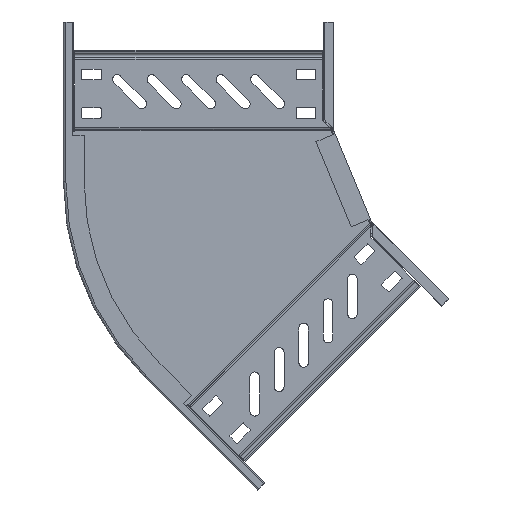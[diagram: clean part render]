
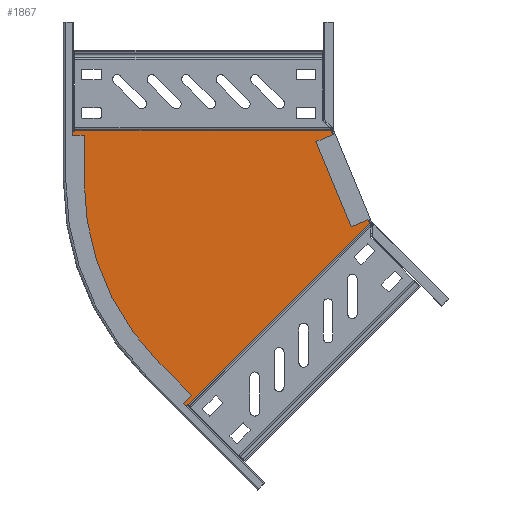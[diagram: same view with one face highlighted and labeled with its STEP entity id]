
A CAD part, front view. The second image highlights one B-rep face of the part: STEP entity #1867.
In plain terms, the highlighted planar face has unit normal (0, -1, 0).
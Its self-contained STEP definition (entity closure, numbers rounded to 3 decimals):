
#3 = EDGE_CURVE ( 'NONE', #6902, #1316, #1671, .T. ) ;
#122 = EDGE_CURVE ( 'NONE', #6686, #9332, #3519, .T. ) ;
#572 = EDGE_CURVE ( 'NONE', #3221, #8876, #1118, .T. ) ;
#758 = DIRECTION ( 'NONE',  ( -0.707, 0., -0.707 ) ) ;
#1086 = CARTESIAN_POINT ( 'NONE',  ( -13.639, -0.75, 32.928 ) ) ;
#1088 = ORIENTED_EDGE ( 'NONE', *, *, #9156, .F. ) ;
#1118 = LINE ( 'NONE', #7148, #5621 ) ;
#1254 = ORIENTED_EDGE ( 'NONE', *, *, #1904, .F. ) ;
#1316 = VERTEX_POINT ( 'NONE', #3736 ) ;
#1407 = DIRECTION ( 'NONE',  ( -1., 0., 0. ) ) ;
#1431 = CARTESIAN_POINT ( 'NONE',  ( -13.639, -0.75, 32.928 ) ) ;
#1547 = LINE ( 'NONE', #2190, #4474 ) ;
#1671 = LINE ( 'NONE', #2456, #8586 ) ;
#1769 = ORIENTED_EDGE ( 'NONE', *, *, #7156, .T. ) ;
#1774 = LINE ( 'NONE', #4068, #8530 ) ;
#1867 = ADVANCED_FACE ( 'NONE', ( #4593 ), #6872, .T. ) ;
#1904 = EDGE_CURVE ( 'NONE', #9013, #9359, #1774, .T. ) ;
#2190 = CARTESIAN_POINT ( 'NONE',  ( -7.889, -0.75, 33.603 ) ) ;
#2339 = CARTESIAN_POINT ( 'NONE',  ( -206.139, -0.75, 32.928 ) ) ;
#2456 = CARTESIAN_POINT ( 'NONE',  ( 13.639, -0.75, -32.928 ) ) ;
#2526 = EDGE_CURVE ( 'NONE', #3221, #9013, #5539, .T. ) ;
#2578 = VECTOR ( 'NONE', #8111, 1000. ) ;
#2660 = CARTESIAN_POINT ( 'NONE',  ( -122.479, -0.75, -169.046 ) ) ;
#2777 = VECTOR ( 'NONE', #4208, 1000. ) ;
#2853 = DIRECTION ( 'NONE',  ( -0.707, 0., -0.707 ) ) ;
#2856 = VECTOR ( 'NONE', #5577, 1000. ) ;
#2900 = EDGE_LOOP ( 'NONE', ( #6101, #7852, #5478, #1769, #1254, #5076, #3636, #6920, #8793, #7899, #7917, #1088 ) ) ;
#3041 = EDGE_CURVE ( 'NONE', #3310, #4215, #6023, .T. ) ;
#3181 = CARTESIAN_POINT ( 'NONE',  ( -7.889, -0.75, -3.268 ) ) ;
#3221 = VERTEX_POINT ( 'NONE', #4326 ) ;
#3234 = EDGE_CURVE ( 'NONE', #9177, #8876, #9313, .T. ) ;
#3310 = VERTEX_POINT ( 'NONE', #9504 ) ;
#3336 = LINE ( 'NONE', #5531, #2856 ) ;
#3431 = CARTESIAN_POINT ( 'NONE',  ( -117.883, -0.75, -164.449 ) ) ;
#3503 = VECTOR ( 'NONE', #2853, 1000. ) ;
#3519 = LINE ( 'NONE', #1086, #6429 ) ;
#3636 = ORIENTED_EDGE ( 'NONE', *, *, #572, .T. ) ;
#3736 = CARTESIAN_POINT ( 'NONE',  ( 13.639, -0.75, -32.928 ) ) ;
#3795 = CARTESIAN_POINT ( 'NONE',  ( -199.639, -0.75, 32.928 ) ) ;
#4068 = CARTESIAN_POINT ( 'NONE',  ( -206.139, -0.75, -3.268 ) ) ;
#4074 = VERTEX_POINT ( 'NONE', #5073 ) ;
#4208 = DIRECTION ( 'NONE',  ( 0.383, 0., -0.924 ) ) ;
#4215 = VERTEX_POINT ( 'NONE', #3795 ) ;
#4326 = CARTESIAN_POINT ( 'NONE',  ( -148.073, -0.75, -143.452 ) ) ;
#4471 = LINE ( 'NONE', #7427, #7203 ) ;
#4474 = VECTOR ( 'NONE', #1407, 1000. ) ;
#4565 = VECTOR ( 'NONE', #5301, 1000. ) ;
#4593 = FACE_OUTER_BOUND ( 'NONE', #2900, .T. ) ;
#4674 = EDGE_CURVE ( 'NONE', #6902, #4074, #4471, .T. ) ;
#4747 = DIRECTION ( 'NONE',  ( -0.707, 0., 0.707 ) ) ;
#4749 = DIRECTION ( 'NONE',  ( 0., 0., 1. ) ) ;
#4836 = CARTESIAN_POINT ( 'NONE',  ( 14.117, -0.75, -33.405 ) ) ;
#4876 = EDGE_CURVE ( 'NONE', #4074, #9177, #3336, .T. ) ;
#5073 = CARTESIAN_POINT ( 'NONE',  ( -117.405, -0.75, -164.927 ) ) ;
#5076 = ORIENTED_EDGE ( 'NONE', *, *, #2526, .F. ) ;
#5168 = CARTESIAN_POINT ( 'NONE',  ( -199.639, -0.75, 85.428 ) ) ;
#5301 = DIRECTION ( 'NONE',  ( -1., 0., 0. ) ) ;
#5478 = ORIENTED_EDGE ( 'NONE', *, *, #3041, .T. ) ;
#5531 = CARTESIAN_POINT ( 'NONE',  ( -80.76, -0.75, -201.573 ) ) ;
#5539 = CIRCLE ( 'NONE', #5694, 198.25 ) ;
#5577 = DIRECTION ( 'NONE',  ( -0.707, 0., 0.707 ) ) ;
#5621 = VECTOR ( 'NONE', #7008, 1000. ) ;
#5694 = AXIS2_PLACEMENT_3D ( 'NONE', #8290, #8969, #6698 ) ;
#6023 = LINE ( 'NONE', #5168, #2578 ) ;
#6026 = LINE ( 'NONE', #2339, #4565 ) ;
#6101 = ORIENTED_EDGE ( 'NONE', *, *, #122, .F. ) ;
#6205 = DIRECTION ( 'NONE',  ( 0., -1., 0. ) ) ;
#6429 = VECTOR ( 'NONE', #7206, 1000. ) ;
#6484 = CARTESIAN_POINT ( 'NONE',  ( -8.802, -0.75, 21.249 ) ) ;
#6503 = CARTESIAN_POINT ( 'NONE',  ( -122.479, -0.75, -169.046 ) ) ;
#6577 = CARTESIAN_POINT ( 'NONE',  ( -206.139, -0.75, 32.928 ) ) ;
#6588 = CARTESIAN_POINT ( 'NONE',  ( -206.139, -0.75, -3.268 ) ) ;
#6686 = VERTEX_POINT ( 'NONE', #8836 ) ;
#6698 = DIRECTION ( 'NONE',  ( 0., 0., -1. ) ) ;
#6872 = PLANE ( 'NONE',  #8689 ) ;
#6902 = VERTEX_POINT ( 'NONE', #4836 ) ;
#6920 = ORIENTED_EDGE ( 'NONE', *, *, #3234, .F. ) ;
#7008 = DIRECTION ( 'NONE',  ( 0.707, 0., -0.707 ) ) ;
#7148 = CARTESIAN_POINT ( 'NONE',  ( -148.073, -0.75, -143.452 ) ) ;
#7156 = EDGE_CURVE ( 'NONE', #4215, #9359, #6026, .T. ) ;
#7166 = LINE ( 'NONE', #6484, #2777 ) ;
#7203 = VECTOR ( 'NONE', #758, 1000. ) ;
#7206 = DIRECTION ( 'NONE',  ( 0., 0., -1. ) ) ;
#7427 = CARTESIAN_POINT ( 'NONE',  ( 18.183, -0.75, -29.339 ) ) ;
#7852 = ORIENTED_EDGE ( 'NONE', *, *, #8666, .T. ) ;
#7899 = ORIENTED_EDGE ( 'NONE', *, *, #4674, .F. ) ;
#7917 = ORIENTED_EDGE ( 'NONE', *, *, #3, .T. ) ;
#8111 = DIRECTION ( 'NONE',  ( 0., 0., -1. ) ) ;
#8290 = CARTESIAN_POINT ( 'NONE',  ( -7.889, -0.75, -3.268 ) ) ;
#8530 = VECTOR ( 'NONE', #4749, 1000. ) ;
#8586 = VECTOR ( 'NONE', #4747, 1000. ) ;
#8666 = EDGE_CURVE ( 'NONE', #6686, #3310, #1547, .T. ) ;
#8689 = AXIS2_PLACEMENT_3D ( 'NONE', #3181, #6205, #9242 ) ;
#8793 = ORIENTED_EDGE ( 'NONE', *, *, #4876, .F. ) ;
#8836 = CARTESIAN_POINT ( 'NONE',  ( -13.639, -0.75, 33.603 ) ) ;
#8876 = VERTEX_POINT ( 'NONE', #2660 ) ;
#8969 = DIRECTION ( 'NONE',  ( 0., 1., 0. ) ) ;
#9013 = VERTEX_POINT ( 'NONE', #6588 ) ;
#9156 = EDGE_CURVE ( 'NONE', #9332, #1316, #7166, .T. ) ;
#9177 = VERTEX_POINT ( 'NONE', #3431 ) ;
#9242 = DIRECTION ( 'NONE',  ( 0., 0., -1. ) ) ;
#9313 = LINE ( 'NONE', #6503, #3503 ) ;
#9332 = VERTEX_POINT ( 'NONE', #1431 ) ;
#9359 = VERTEX_POINT ( 'NONE', #6577 ) ;
#9504 = CARTESIAN_POINT ( 'NONE',  ( -199.639, -0.75, 33.603 ) ) ;
